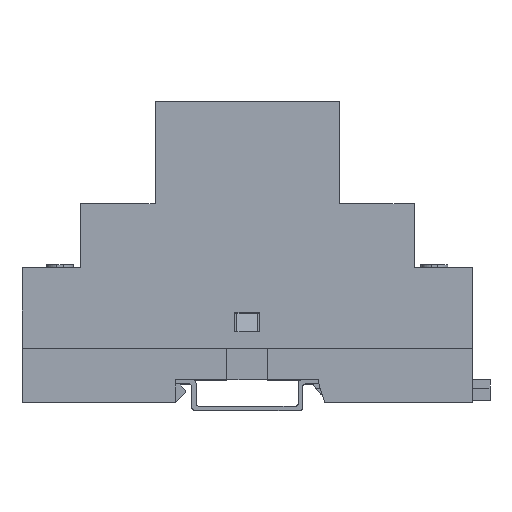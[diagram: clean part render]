
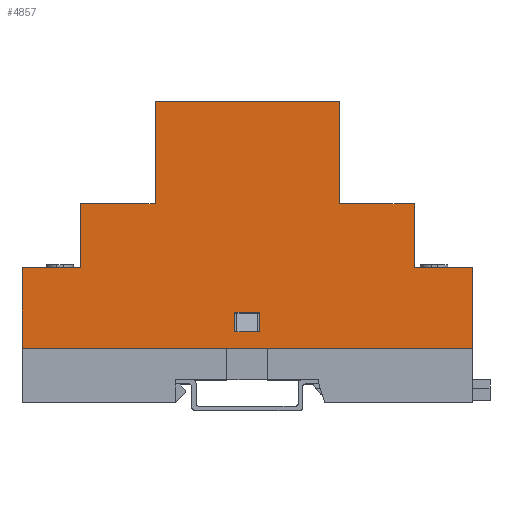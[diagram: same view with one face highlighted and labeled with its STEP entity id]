
A CAD part, top view. The second image highlights one B-rep face of the part: STEP entity #4857.
In plain terms, the highlighted face is planar.
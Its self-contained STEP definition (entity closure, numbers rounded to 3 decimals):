
#161 = ORIENTED_EDGE ( 'NONE', *, *, #17901, .F. ) ;
#377 = VECTOR ( 'NONE', #4683, 1000. ) ;
#850 = VERTEX_POINT ( 'NONE', #14272 ) ;
#877 = DIRECTION ( 'NONE',  ( 0., 0., 1. ) ) ;
#983 = VERTEX_POINT ( 'NONE', #2008 ) ;
#1306 = CARTESIAN_POINT ( 'NONE',  ( 11.25, -40.8, 19.6 ) ) ;
#1340 = EDGE_CURVE ( 'NONE', #17491, #10363, #8750, .T. ) ;
#2008 = CARTESIAN_POINT ( 'NONE',  ( 11.25, -22.5, 35.3 ) ) ;
#2107 = LINE ( 'NONE', #14993, #7017 ) ;
#2145 = CARTESIAN_POINT ( 'NONE',  ( 11.25, 22.5, 60.3 ) ) ;
#2530 = CARTESIAN_POINT ( 'NONE',  ( 11.25, 40.8, 19.6 ) ) ;
#2586 = DIRECTION ( 'NONE',  ( 0., 1., 0. ) ) ;
#2626 = DIRECTION ( 'NONE',  ( 0., 1., 0. ) ) ;
#2659 = ORIENTED_EDGE ( 'NONE', *, *, #10491, .T. ) ;
#2948 = VERTEX_POINT ( 'NONE', #5414 ) ;
#3018 = VECTOR ( 'NONE', #15032, 1000. ) ;
#3065 = CARTESIAN_POINT ( 'NONE',  ( 11.25, 3., 8.7 ) ) ;
#3111 = VERTEX_POINT ( 'NONE', #3065 ) ;
#3189 = VERTEX_POINT ( 'NONE', #12267 ) ;
#3217 = CARTESIAN_POINT ( 'NONE',  ( 11.25, 55., 19.6 ) ) ;
#3465 = VECTOR ( 'NONE', #877, 1000. ) ;
#3513 = LINE ( 'NONE', #10326, #3018 ) ;
#4068 = FACE_BOUND ( 'NONE', #14975, .T. ) ;
#4341 = VECTOR ( 'NONE', #11091, 1000. ) ;
#4413 = VECTOR ( 'NONE', #11532, 1000. ) ;
#4683 = DIRECTION ( 'NONE',  ( 0., 0., 1. ) ) ;
#4747 = DIRECTION ( 'NONE',  ( 0., -1., 0. ) ) ;
#4857 = ADVANCED_FACE ( 'NONE', ( #4068, #19699 ), #19384, .F. ) ;
#5045 = VECTOR ( 'NONE', #4747, 1000. ) ;
#5270 = CARTESIAN_POINT ( 'NONE',  ( 11.25, 55., 0. ) ) ;
#5358 = ORIENTED_EDGE ( 'NONE', *, *, #12625, .F. ) ;
#5414 = CARTESIAN_POINT ( 'NONE',  ( 11.25, -40.8, 19.6 ) ) ;
#5474 = CARTESIAN_POINT ( 'NONE',  ( 11.25, 3., 8.7 ) ) ;
#5481 = VECTOR ( 'NONE', #16221, 1000. ) ;
#5609 = VERTEX_POINT ( 'NONE', #15547 ) ;
#5624 = CARTESIAN_POINT ( 'NONE',  ( 11.25, 40.8, 35.3 ) ) ;
#5852 = VECTOR ( 'NONE', #13066, 1000. ) ;
#5862 = DIRECTION ( 'NONE',  ( 0., 0., -1. ) ) ;
#5903 = EDGE_CURVE ( 'NONE', #7064, #850, #18360, .T. ) ;
#6035 = LINE ( 'NONE', #12442, #5045 ) ;
#6071 = EDGE_CURVE ( 'NONE', #5609, #3111, #11057, .T. ) ;
#6073 = VERTEX_POINT ( 'NONE', #7048 ) ;
#6761 = LINE ( 'NONE', #15318, #10188 ) ;
#7017 = VECTOR ( 'NONE', #13511, 1000. ) ;
#7024 = LINE ( 'NONE', #3217, #4341 ) ;
#7048 = CARTESIAN_POINT ( 'NONE',  ( 11.25, -40.8, 35.3 ) ) ;
#7064 = VERTEX_POINT ( 'NONE', #14556 ) ;
#7773 = VERTEX_POINT ( 'NONE', #16170 ) ;
#7924 = DIRECTION ( 'NONE',  ( 0., 0., -1. ) ) ;
#7948 = ORIENTED_EDGE ( 'NONE', *, *, #17360, .F. ) ;
#8041 = LINE ( 'NONE', #10583, #8764 ) ;
#8292 = EDGE_CURVE ( 'NONE', #17491, #18896, #7024, .T. ) ;
#8297 = ORIENTED_EDGE ( 'NONE', *, *, #1340, .T. ) ;
#8537 = CARTESIAN_POINT ( 'NONE',  ( 11.25, 55., 35.3 ) ) ;
#8750 = LINE ( 'NONE', #2530, #10964 ) ;
#8764 = VECTOR ( 'NONE', #5862, 1000. ) ;
#9084 = LINE ( 'NONE', #15335, #13972 ) ;
#9355 = EDGE_LOOP ( 'NONE', ( #10292, #16840, #14037, #15385, #19344, #7948, #19390, #8297, #13787, #5358, #161, #2659 ) ) ;
#9967 = VECTOR ( 'NONE', #2626, 1000. ) ;
#10075 = VECTOR ( 'NONE', #11447, 1000. ) ;
#10188 = VECTOR ( 'NONE', #7924, 1000. ) ;
#10284 = EDGE_CURVE ( 'NONE', #7064, #2948, #14138, .T. ) ;
#10292 = ORIENTED_EDGE ( 'NONE', *, *, #13561, .F. ) ;
#10312 = EDGE_CURVE ( 'NONE', #17194, #5609, #2107, .T. ) ;
#10326 = CARTESIAN_POINT ( 'NONE',  ( 11.25, 55., 35.3 ) ) ;
#10363 = VERTEX_POINT ( 'NONE', #5624 ) ;
#10430 = CARTESIAN_POINT ( 'NONE',  ( 11.25, -22.5, 60.3 ) ) ;
#10491 = EDGE_CURVE ( 'NONE', #15350, #983, #6761, .T. ) ;
#10583 = CARTESIAN_POINT ( 'NONE',  ( 11.25, -3., 8.7 ) ) ;
#10721 = EDGE_CURVE ( 'NONE', #2948, #6073, #20202, .T. ) ;
#10908 = VERTEX_POINT ( 'NONE', #17498 ) ;
#10964 = VECTOR ( 'NONE', #16382, 1000. ) ;
#11057 = LINE ( 'NONE', #5474, #3465 ) ;
#11091 = DIRECTION ( 'NONE',  ( 0., 1., 0. ) ) ;
#11246 = VERTEX_POINT ( 'NONE', #16464 ) ;
#11447 = DIRECTION ( 'NONE',  ( 0., 0., -1. ) ) ;
#11532 = DIRECTION ( 'NONE',  ( 0., 1., 0. ) ) ;
#12012 = CARTESIAN_POINT ( 'NONE',  ( 11.25, -55., 19.6 ) ) ;
#12035 = LINE ( 'NONE', #5270, #4413 ) ;
#12267 = CARTESIAN_POINT ( 'NONE',  ( 11.25, 55., 0. ) ) ;
#12442 = CARTESIAN_POINT ( 'NONE',  ( 11.25, 3., 8.7 ) ) ;
#12521 = ORIENTED_EDGE ( 'NONE', *, *, #12889, .F. ) ;
#12625 = EDGE_CURVE ( 'NONE', #10908, #11246, #13938, .T. ) ;
#12889 = EDGE_CURVE ( 'NONE', #7773, #17194, #8041, .T. ) ;
#13032 = CARTESIAN_POINT ( 'NONE',  ( 11.25, 55., 35.3 ) ) ;
#13066 = DIRECTION ( 'NONE',  ( 0., 0., -1. ) ) ;
#13243 = CARTESIAN_POINT ( 'NONE',  ( 11.25, -55., 35.3 ) ) ;
#13344 = ORIENTED_EDGE ( 'NONE', *, *, #13720, .F. ) ;
#13511 = DIRECTION ( 'NONE',  ( 0., 1., 0. ) ) ;
#13561 = EDGE_CURVE ( 'NONE', #6073, #983, #15605, .T. ) ;
#13659 = DIRECTION ( 'NONE',  ( -1., 0., 0. ) ) ;
#13720 = EDGE_CURVE ( 'NONE', #3111, #7773, #6035, .T. ) ;
#13787 = ORIENTED_EDGE ( 'NONE', *, *, #16625, .F. ) ;
#13938 = LINE ( 'NONE', #2145, #5852 ) ;
#13972 = VECTOR ( 'NONE', #20053, 1000. ) ;
#14037 = ORIENTED_EDGE ( 'NONE', *, *, #10284, .F. ) ;
#14138 = LINE ( 'NONE', #12012, #18268 ) ;
#14272 = CARTESIAN_POINT ( 'NONE',  ( 11.25, -55., 0. ) ) ;
#14556 = CARTESIAN_POINT ( 'NONE',  ( 11.25, -55., 19.6 ) ) ;
#14975 = EDGE_LOOP ( 'NONE', ( #13344, #16946, #15173, #12521 ) ) ;
#14993 = CARTESIAN_POINT ( 'NONE',  ( 11.25, 3., 4. ) ) ;
#15031 = DIRECTION ( 'NONE',  ( 0., 0., 1. ) ) ;
#15032 = DIRECTION ( 'NONE',  ( 0., 0., -1. ) ) ;
#15173 = ORIENTED_EDGE ( 'NONE', *, *, #10312, .F. ) ;
#15318 = CARTESIAN_POINT ( 'NONE',  ( 11.25, -22.5, 60.3 ) ) ;
#15335 = CARTESIAN_POINT ( 'NONE',  ( 11.25, 22.5, 60.3 ) ) ;
#15350 = VERTEX_POINT ( 'NONE', #10430 ) ;
#15385 = ORIENTED_EDGE ( 'NONE', *, *, #5903, .T. ) ;
#15522 = LINE ( 'NONE', #13032, #5481 ) ;
#15547 = CARTESIAN_POINT ( 'NONE',  ( 11.25, 3., 4. ) ) ;
#15568 = CARTESIAN_POINT ( 'NONE',  ( 11.25, 40.8, 19.6 ) ) ;
#15605 = LINE ( 'NONE', #19662, #9967 ) ;
#15718 = AXIS2_PLACEMENT_3D ( 'NONE', #8537, #13659, #15031 ) ;
#16170 = CARTESIAN_POINT ( 'NONE',  ( 11.25, -3., 8.7 ) ) ;
#16221 = DIRECTION ( 'NONE',  ( 0., 1., 0. ) ) ;
#16382 = DIRECTION ( 'NONE',  ( 0., 0., 1. ) ) ;
#16464 = CARTESIAN_POINT ( 'NONE',  ( 11.25, 22.5, 35.3 ) ) ;
#16625 = EDGE_CURVE ( 'NONE', #11246, #10363, #15522, .T. ) ;
#16840 = ORIENTED_EDGE ( 'NONE', *, *, #10721, .F. ) ;
#16946 = ORIENTED_EDGE ( 'NONE', *, *, #6071, .F. ) ;
#17194 = VERTEX_POINT ( 'NONE', #19385 ) ;
#17360 = EDGE_CURVE ( 'NONE', #18896, #3189, #3513, .T. ) ;
#17491 = VERTEX_POINT ( 'NONE', #15568 ) ;
#17498 = CARTESIAN_POINT ( 'NONE',  ( 11.25, 22.5, 60.3 ) ) ;
#17901 = EDGE_CURVE ( 'NONE', #15350, #10908, #9084, .T. ) ;
#18160 = EDGE_CURVE ( 'NONE', #850, #3189, #12035, .T. ) ;
#18268 = VECTOR ( 'NONE', #2586, 1000. ) ;
#18360 = LINE ( 'NONE', #13243, #10075 ) ;
#18896 = VERTEX_POINT ( 'NONE', #20031 ) ;
#19344 = ORIENTED_EDGE ( 'NONE', *, *, #18160, .T. ) ;
#19384 = PLANE ( 'NONE',  #15718 ) ;
#19385 = CARTESIAN_POINT ( 'NONE',  ( 11.25, -3., 4. ) ) ;
#19390 = ORIENTED_EDGE ( 'NONE', *, *, #8292, .F. ) ;
#19662 = CARTESIAN_POINT ( 'NONE',  ( 11.25, 55., 35.3 ) ) ;
#19699 = FACE_OUTER_BOUND ( 'NONE', #9355, .T. ) ;
#20031 = CARTESIAN_POINT ( 'NONE',  ( 11.25, 55., 19.6 ) ) ;
#20053 = DIRECTION ( 'NONE',  ( 0., 1., 0. ) ) ;
#20202 = LINE ( 'NONE', #1306, #377 ) ;
